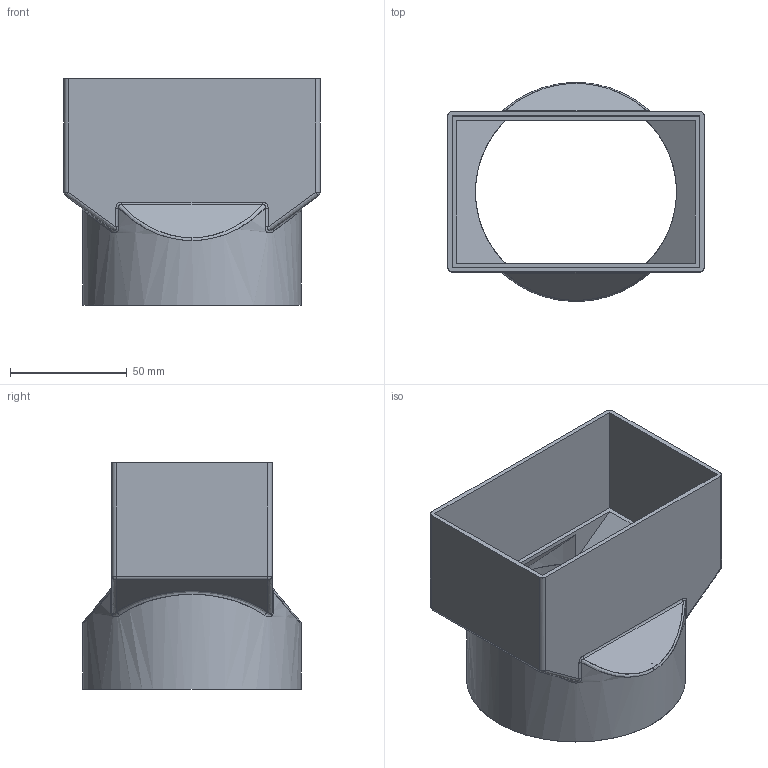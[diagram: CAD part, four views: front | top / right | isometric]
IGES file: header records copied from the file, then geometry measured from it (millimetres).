
Start section: C
Global section: file name: W160901065.igs; native system: By Siemens PLM Incorporated; preprocessor: XPlus GENERIC/IGES 20.0.26; author: Author; organization: Title; date: 20190723.221732; units: millimetre
Bounding box: 109.8 x 93.8 x 97 mm (x, y, z)
Surface area: 67161.1 mm2 (no closed solid volume)
Topology: 0 solids, 0 shells, 61 faces, 288 edges, 288 vertices
Faces by surface type: bspline 61
